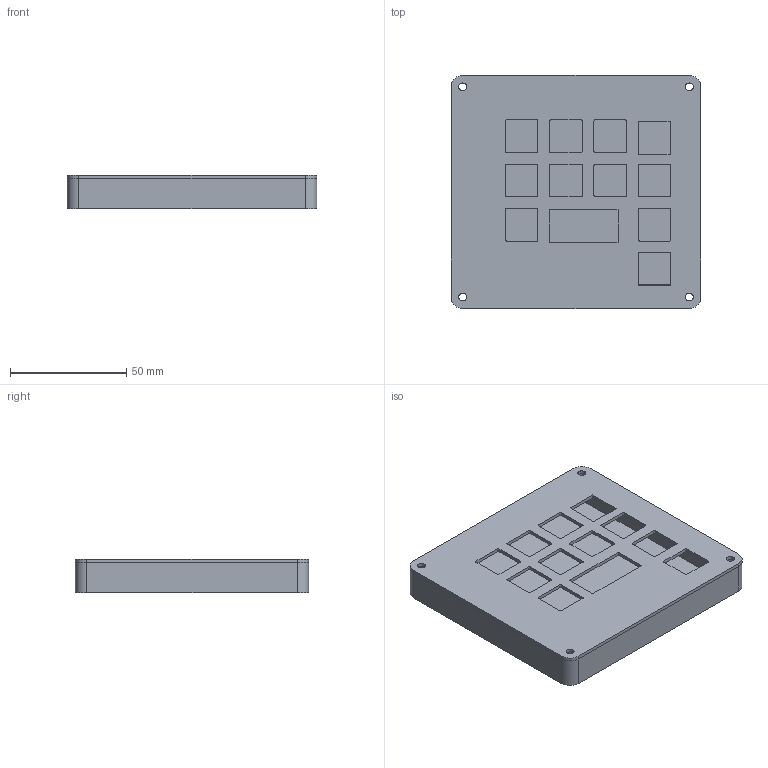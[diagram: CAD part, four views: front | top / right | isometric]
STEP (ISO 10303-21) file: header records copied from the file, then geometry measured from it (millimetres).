
FILE_DESCRIPTION(/* description */ (''),/* implementation_level */ '2;1');
FILE_NAME(/* name */ 'CAD_Pad_Full_Assembly.step.step',/* time_stamp */ '2025-08-07T23:15:27-06:00',/* author */ (''),/* organization */ (''),/* preprocessor_version */ 'ST-DEVELOPER v20.1',/* originating_system */ 'Autodesk Translation Framework v14.10.0.0',/* authorisation */ '');
FILE_SCHEMA (('AUTOMOTIVE_DESIGN { 1 0 10303 214 3 1 1 }'));
Length unit declared in the file: millimetre
Products named in the file (4): 2025-07-30-20-07-13-831; 2025-07-30-17-34-51-739; 2025-07-30-18-33-08-839; Starter_1 1
Assembly tree (3 placements, depth 2):
  2025-07-30-20-07-13-831
    2025-07-30-17-34-51-739
    2025-07-30-18-33-08-839
    Starter_1 1
Bounding box: 107.49 x 100.36 x 14.5 mm (x, y, z)
Volume: 93453.2 mm3; surface area: 63071.9 mm2
Topology: 3 solids, 3 shells, 138 faces, 384 edges, 256 vertices
Faces by surface type: plane 78, cylinder 60
Full cylindrical faces by diameter (mm): 3.4 x8, 6 x4
Entity records: 4645 total; most frequent: DIRECTION 794, CARTESIAN_POINT 785, ORIENTED_EDGE 768, EDGE_CURVE 384, AXIS2_PLACEMENT_3D 265, LINE 264, VECTOR 264, VERTEX_POINT 256
